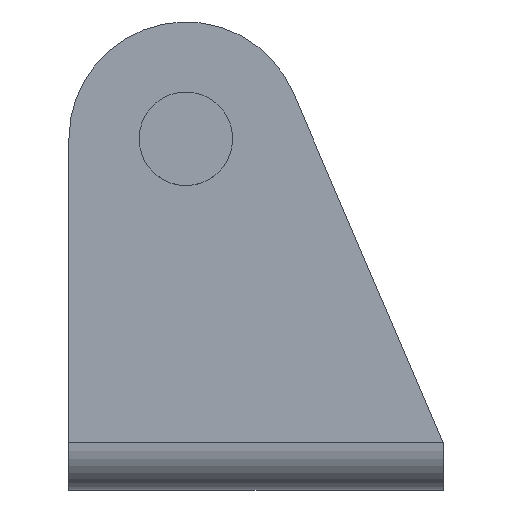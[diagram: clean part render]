
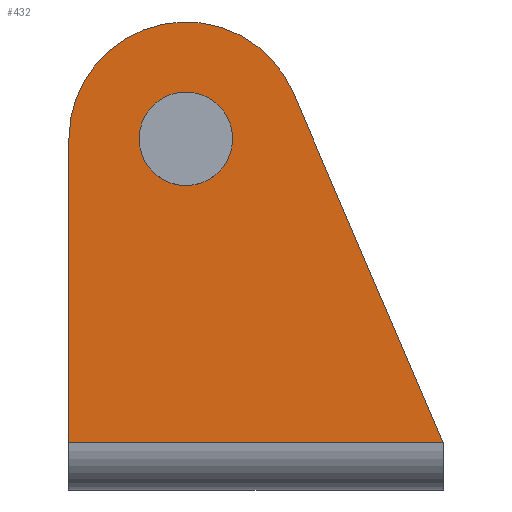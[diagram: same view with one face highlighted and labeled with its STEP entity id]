
A CAD part, top view. The second image highlights one B-rep face of the part: STEP entity #432.
In plain terms, the highlighted planar face has unit normal (0, 0, 1).
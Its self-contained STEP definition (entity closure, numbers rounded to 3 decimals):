
#178=CARTESIAN_POINT('',(-10.,-0.,12.));
#179=VERTEX_POINT('',#178);
#188=CARTESIAN_POINT('',(9.194,3.933,12.));
#189=VERTEX_POINT('',#188);
#190=CARTESIAN_POINT('',(-0.,-0.,12.));
#191=DIRECTION('',(0.,0.,1.));
#192=DIRECTION('',(1.,0.,-0.));
#193=AXIS2_PLACEMENT_3D('',#190,#191,#192);
#194=CIRCLE('',#193,10.);
#195=EDGE_CURVE('',#189,#179,#194,.T.);
#271=CARTESIAN_POINT('',(-10.,-26.,12.));
#272=VERTEX_POINT('',#271);
#280=CARTESIAN_POINT('',(-10.,0.,12.));
#281=DIRECTION('',(0.,-1.,0.));
#282=VECTOR('',#281,26.);
#283=LINE('',#280,#282);
#284=EDGE_CURVE('',#179,#272,#283,.T.);
#389=CARTESIAN_POINT('',(-0.,-0.,12.));
#390=DIRECTION('',(0.,0.,1.));
#391=DIRECTION('',(1.,0.,0.));
#392=AXIS2_PLACEMENT_3D('',#389,#390,#391);
#393=PLANE('',#392);
#394=CARTESIAN_POINT('',(-4.,0.,12.));
#395=VERTEX_POINT('',#394);
#396=CARTESIAN_POINT('',(4.,-0.,12.));
#397=VERTEX_POINT('',#396);
#398=CARTESIAN_POINT('',(0.,0.,12.));
#399=DIRECTION('',(0.,0.,1.));
#400=DIRECTION('',(1.,0.,-0.));
#401=AXIS2_PLACEMENT_3D('',#398,#399,#400);
#402=CIRCLE('',#401,4.);
#403=EDGE_CURVE('',#395,#397,#402,.T.);
#404=ORIENTED_EDGE('',*,*,#403,.F.);
#405=CARTESIAN_POINT('',(0.,0.,12.));
#406=DIRECTION('',(0.,0.,1.));
#407=DIRECTION('',(1.,0.,-0.));
#408=AXIS2_PLACEMENT_3D('',#405,#406,#407);
#409=CIRCLE('',#408,4.);
#410=EDGE_CURVE('',#397,#395,#409,.T.);
#411=ORIENTED_EDGE('',*,*,#410,.F.);
#412=EDGE_LOOP('',(#404,#411));
#413=FACE_BOUND('',#412,.T.);
#414=ORIENTED_EDGE('',*,*,#284,.T.);
#415=CARTESIAN_POINT('',(22.,-26.,12.));
#416=VERTEX_POINT('',#415);
#417=CARTESIAN_POINT('',(-10.,-26.,12.));
#418=DIRECTION('',(1.,0.,-0.));
#419=VECTOR('',#418,32.);
#420=LINE('',#417,#419);
#421=EDGE_CURVE('',#272,#416,#420,.T.);
#422=ORIENTED_EDGE('',*,*,#421,.T.);
#423=CARTESIAN_POINT('',(22.,-26.,12.));
#424=DIRECTION('',(-0.393,0.919,0.));
#425=VECTOR('',#424,32.558);
#426=LINE('',#423,#425);
#427=EDGE_CURVE('',#416,#189,#426,.T.);
#428=ORIENTED_EDGE('',*,*,#427,.T.);
#429=ORIENTED_EDGE('',*,*,#195,.T.);
#430=EDGE_LOOP('',(#414,#422,#428,#429));
#431=FACE_BOUND('',#430,.T.);
#432=ADVANCED_FACE('',(#413,#431),#393,.T.);
